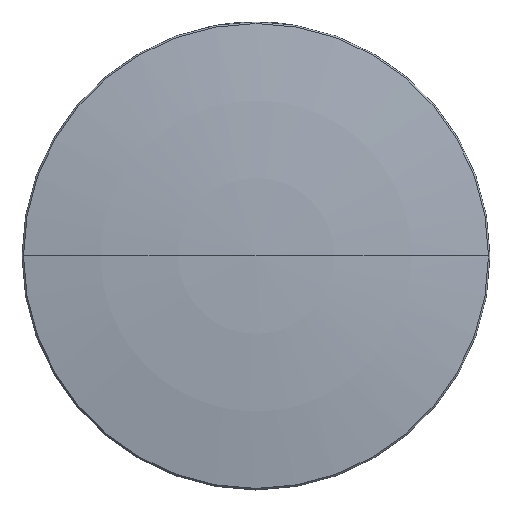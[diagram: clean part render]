
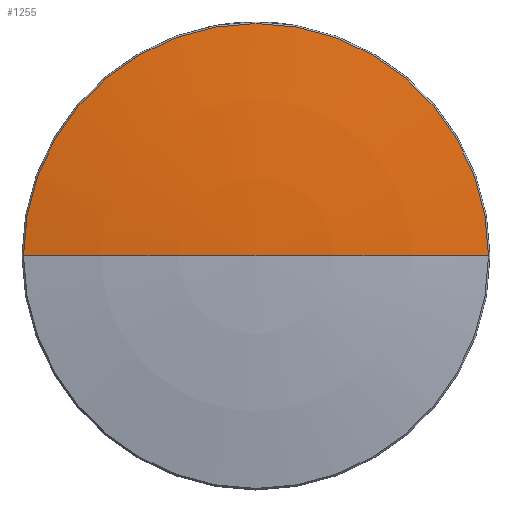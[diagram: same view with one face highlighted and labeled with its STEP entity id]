
A CAD part, top view. The second image highlights one B-rep face of the part: STEP entity #1255.
In plain terms, the highlighted toroidal (fillet/blend) face has major radius 0.018 mm and minor radius 230.04 mm.
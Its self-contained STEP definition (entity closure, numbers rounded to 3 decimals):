
#110 = VERTEX_POINT ( 'NONE', #781 ) ;
#294 = CARTESIAN_POINT ( 'NONE',  ( -37.253, 0., 0.001 ) ) ;
#536 = VERTEX_POINT ( 'NONE', #294 ) ;
#547 = DIRECTION ( 'NONE',  ( 0., 0., 1. ) ) ;
#563 = CARTESIAN_POINT ( 'NONE',  ( -0.017, 0., -227. ) ) ;
#593 = FACE_OUTER_BOUND ( 'NONE', #2042, .T. ) ;
#629 = CIRCLE ( 'NONE', #927, 230.04 ) ;
#774 = DIRECTION ( 'NONE',  ( 0., -1., 0. ) ) ;
#781 = CARTESIAN_POINT ( 'NONE',  ( 0., 0., 3.04 ) ) ;
#927 = AXIS2_PLACEMENT_3D ( 'NONE', #563, #774, #2601 ) ;
#973 = ORIENTED_EDGE ( 'NONE', *, *, #2117, .T. ) ;
#987 = EDGE_CURVE ( 'NONE', #536, #110, #2134, .T. ) ;
#1201 = ORIENTED_EDGE ( 'NONE', *, *, #2538, .F. ) ;
#1255 = ADVANCED_FACE ( 'NONE', ( #593 ), #1721, .T. ) ;
#1320 = CARTESIAN_POINT ( 'NONE',  ( 0.017, 0., -227. ) ) ;
#1594 = VERTEX_POINT ( 'NONE', #1799 ) ;
#1649 = DIRECTION ( 'NONE',  ( 1., 0., 0. ) ) ;
#1665 = DIRECTION ( 'NONE',  ( 0., 0., 1. ) ) ;
#1721 = TOROIDAL_SURFACE ( 'NONE', #2455, -0.017, 230.04 ) ;
#1773 = AXIS2_PLACEMENT_3D ( 'NONE', #2000, #547, #2583 ) ;
#1799 = CARTESIAN_POINT ( 'NONE',  ( 37.253, 0., 0.001 ) ) ;
#1844 = CIRCLE ( 'NONE', #1773, 37.253 ) ;
#1887 = AXIS2_PLACEMENT_3D ( 'NONE', #1320, #2331, #2523 ) ;
#2000 = CARTESIAN_POINT ( 'NONE',  ( 0., 0., 0.001 ) ) ;
#2041 = CARTESIAN_POINT ( 'NONE',  ( 0., 0., -227. ) ) ;
#2042 = EDGE_LOOP ( 'NONE', ( #973, #2390, #1201 ) ) ;
#2117 = EDGE_CURVE ( 'NONE', #1594, #536, #1844, .T. ) ;
#2134 = CIRCLE ( 'NONE', #1887, 230.04 ) ;
#2331 = DIRECTION ( 'NONE',  ( 0., 1., 0. ) ) ;
#2390 = ORIENTED_EDGE ( 'NONE', *, *, #987, .T. ) ;
#2455 = AXIS2_PLACEMENT_3D ( 'NONE', #2041, #1665, #1649 ) ;
#2523 = DIRECTION ( 'NONE',  ( -1., 0., 0. ) ) ;
#2538 = EDGE_CURVE ( 'NONE', #1594, #110, #629, .T. ) ;
#2583 = DIRECTION ( 'NONE',  ( -1., 0., 0. ) ) ;
#2601 = DIRECTION ( 'NONE',  ( 0., 0., -1. ) ) ;
